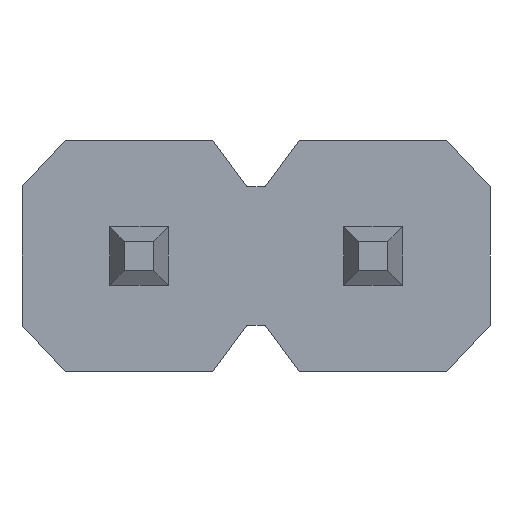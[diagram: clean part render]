
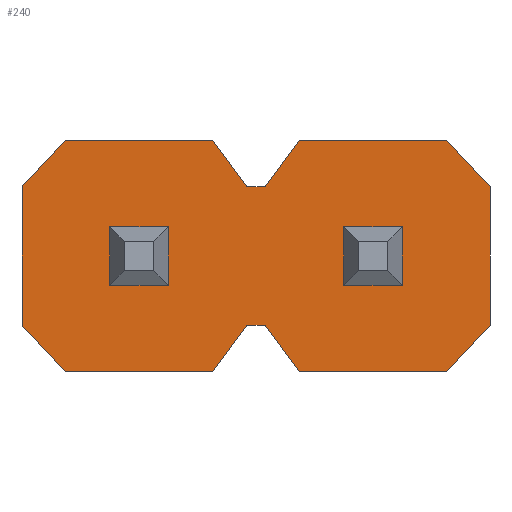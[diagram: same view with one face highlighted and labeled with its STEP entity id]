
A CAD part, front view. The second image highlights one B-rep face of the part: STEP entity #240.
In plain terms, the highlighted planar face has unit normal (0, -1, 0).
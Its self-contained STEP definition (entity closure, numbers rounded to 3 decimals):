
#240=ADVANCED_FACE('',(#484,#485,#486),#487,.T.);
#484=FACE_BOUND('',#729,.T.);
#485=FACE_BOUND('',#730,.T.);
#486=FACE_OUTER_BOUND('',#731,.T.);
#487=PLANE('',#732);
#729=EDGE_LOOP('',(#1359,#1360,#1361,#1362));
#730=EDGE_LOOP('',(#1363,#1364,#1365,#1366));
#731=EDGE_LOOP('',(#1367,#1368,#1369,#1370,#1371,#1372,#1373,#1374,#1375,#1376,#1377,#1378,#1379,#1380,#1381,#1382));
#732=AXIS2_PLACEMENT_3D('',#1383,#1384,#1385);
#1359=ORIENTED_EDGE('',*,*,#1473,.T.);
#1360=ORIENTED_EDGE('',*,*,#1460,.T.);
#1361=ORIENTED_EDGE('',*,*,#1455,.T.);
#1362=ORIENTED_EDGE('',*,*,#1464,.T.);
#1363=ORIENTED_EDGE('',*,*,#1563,.T.);
#1364=ORIENTED_EDGE('',*,*,#1550,.T.);
#1365=ORIENTED_EDGE('',*,*,#1545,.T.);
#1366=ORIENTED_EDGE('',*,*,#1554,.T.);
#1367=ORIENTED_EDGE('',*,*,#1703,.F.);
#1368=ORIENTED_EDGE('',*,*,#1689,.F.);
#1369=ORIENTED_EDGE('',*,*,#1685,.F.);
#1370=ORIENTED_EDGE('',*,*,#1680,.F.);
#1371=ORIENTED_EDGE('',*,*,#1700,.F.);
#1372=ORIENTED_EDGE('',*,*,#1661,.F.);
#1373=ORIENTED_EDGE('',*,*,#1698,.F.);
#1374=ORIENTED_EDGE('',*,*,#1695,.F.);
#1375=ORIENTED_EDGE('',*,*,#1692,.F.);
#1376=ORIENTED_EDGE('',*,*,#1665,.F.);
#1377=ORIENTED_EDGE('',*,*,#1704,.F.);
#1378=ORIENTED_EDGE('',*,*,#1705,.F.);
#1379=ORIENTED_EDGE('',*,*,#1706,.F.);
#1380=ORIENTED_EDGE('',*,*,#1707,.F.);
#1381=ORIENTED_EDGE('',*,*,#1708,.F.);
#1382=ORIENTED_EDGE('',*,*,#1709,.F.);
#1383=CARTESIAN_POINT('',(-1.309,-2.5,0.));
#1384=DIRECTION('',(0.0,-1.0,0.));
#1385=DIRECTION('',(1.0,0.0,0.0));
#1455=EDGE_CURVE('',#1725,#1726,#1727,.T.);
#1460=EDGE_CURVE('',#1734,#1725,#1735,.T.);
#1464=EDGE_CURVE('',#1726,#1740,#1741,.T.);
#1473=EDGE_CURVE('',#1740,#1734,#1755,.T.);
#1545=EDGE_CURVE('',#1855,#1856,#1857,.T.);
#1550=EDGE_CURVE('',#1864,#1855,#1865,.T.);
#1554=EDGE_CURVE('',#1856,#1870,#1871,.T.);
#1563=EDGE_CURVE('',#1870,#1864,#1885,.T.);
#1661=EDGE_CURVE('',#2026,#2028,#2029,.T.);
#1665=EDGE_CURVE('',#2032,#2034,#2035,.T.);
#1680=EDGE_CURVE('',#2056,#2057,#2058,.T.);
#1685=EDGE_CURVE('',#2057,#2065,#2066,.T.);
#1689=EDGE_CURVE('',#2065,#2070,#2071,.T.);
#1692=EDGE_CURVE('',#2034,#2074,#2075,.T.);
#1695=EDGE_CURVE('',#2074,#2078,#2079,.T.);
#1698=EDGE_CURVE('',#2078,#2026,#2082,.T.);
#1700=EDGE_CURVE('',#2028,#2056,#2084,.T.);
#1703=EDGE_CURVE('',#2070,#2087,#2088,.T.);
#1704=EDGE_CURVE('',#2089,#2032,#2090,.T.);
#1705=EDGE_CURVE('',#2091,#2089,#2092,.T.);
#1706=EDGE_CURVE('',#2093,#2091,#2094,.T.);
#1707=EDGE_CURVE('',#2095,#2093,#2096,.T.);
#1708=EDGE_CURVE('',#2097,#2095,#2098,.T.);
#1709=EDGE_CURVE('',#2087,#2097,#2099,.T.);
#1725=VERTEX_POINT('',#2115);
#1726=VERTEX_POINT('',#2116);
#1727=LINE('',#2117,#2118);
#1734=VERTEX_POINT('',#2128);
#1735=LINE('',#2129,#2130);
#1740=VERTEX_POINT('',#2137);
#1741=LINE('',#2138,#2139);
#1755=LINE('',#2159,#2160);
#1855=VERTEX_POINT('',#2301);
#1856=VERTEX_POINT('',#2302);
#1857=LINE('',#2303,#2304);
#1864=VERTEX_POINT('',#2314);
#1865=LINE('',#2315,#2316);
#1870=VERTEX_POINT('',#2323);
#1871=LINE('',#2324,#2325);
#1885=LINE('',#2345,#2346);
#2026=VERTEX_POINT('',#2548);
#2028=VERTEX_POINT('',#2551);
#2029=LINE('',#2552,#2553);
#2032=VERTEX_POINT('',#2557);
#2034=VERTEX_POINT('',#2560);
#2035=LINE('',#2561,#2562);
#2056=VERTEX_POINT('',#2593);
#2057=VERTEX_POINT('',#2594);
#2058=LINE('',#2595,#2596);
#2065=VERTEX_POINT('',#2606);
#2066=LINE('',#2607,#2608);
#2070=VERTEX_POINT('',#2614);
#2071=LINE('',#2615,#2616);
#2074=VERTEX_POINT('',#2620);
#2075=LINE('',#2621,#2622);
#2078=VERTEX_POINT('',#2626);
#2079=LINE('',#2627,#2628);
#2082=LINE('',#2632,#2633);
#2084=LINE('',#2635,#2636);
#2087=VERTEX_POINT('',#2640);
#2088=LINE('',#2641,#2642);
#2089=VERTEX_POINT('',#2643);
#2090=LINE('',#2644,#2645);
#2091=VERTEX_POINT('',#2646);
#2092=LINE('',#2647,#2648);
#2093=VERTEX_POINT('',#2649);
#2094=LINE('',#2650,#2651);
#2095=VERTEX_POINT('',#2652);
#2096=LINE('',#2653,#2654);
#2097=VERTEX_POINT('',#2655);
#2098=LINE('',#2656,#2657);
#2099=LINE('',#2658,#2659);
#2115=CARTESIAN_POINT('',(1.59,-2.5,0.32));
#2116=CARTESIAN_POINT('',(1.59,-2.5,-0.32));
#2117=CARTESIAN_POINT('',(1.59,-2.5,-0.089));
#2118=VECTOR('',#2680,1.0);
#2128=CARTESIAN_POINT('',(0.95,-2.5,0.32));
#2129=CARTESIAN_POINT('',(-0.18,-2.5,0.32));
#2130=VECTOR('',#2684,1.0);
#2137=CARTESIAN_POINT('',(0.95,-2.5,-0.32));
#2138=CARTESIAN_POINT('',(-0.18,-2.5,-0.32));
#2139=VECTOR('',#2687,1.0);
#2159=CARTESIAN_POINT('',(0.95,-2.5,-0.089));
#2160=VECTOR('',#2694,1.0);
#2301=CARTESIAN_POINT('',(-0.95,-2.5,0.32));
#2302=CARTESIAN_POINT('',(-0.95,-2.5,-0.32));
#2303=CARTESIAN_POINT('',(-0.95,-2.5,-0.089));
#2304=VECTOR('',#2760,1.0);
#2314=CARTESIAN_POINT('',(-1.59,-2.5,0.32));
#2315=CARTESIAN_POINT('',(-1.45,-2.5,0.32));
#2316=VECTOR('',#2764,1.0);
#2323=CARTESIAN_POINT('',(-1.59,-2.5,-0.32));
#2324=CARTESIAN_POINT('',(-1.45,-2.5,-0.32));
#2325=VECTOR('',#2767,1.0);
#2345=CARTESIAN_POINT('',(-1.59,-2.5,-0.089));
#2346=VECTOR('',#2774,1.0);
#2548=CARTESIAN_POINT('',(2.54,-2.5,0.75));
#2551=CARTESIAN_POINT('',(2.54,-2.5,-0.75));
#2552=CARTESIAN_POINT('',(2.54,-2.5,-0.75));
#2553=VECTOR('',#2861,1.0);
#2557=CARTESIAN_POINT('',(-0.1,-2.5,0.75));
#2560=CARTESIAN_POINT('',(0.1,-2.5,0.75));
#2561=CARTESIAN_POINT('',(0.1,-2.5,0.75));
#2562=VECTOR('',#2864,1.0);
#2593=CARTESIAN_POINT('',(2.07,-2.5,-1.25));
#2594=CARTESIAN_POINT('',(0.47,-2.5,-1.25));
#2595=CARTESIAN_POINT('',(0.47,-2.5,-1.25));
#2596=VECTOR('',#2875,1.0);
#2606=CARTESIAN_POINT('',(0.1,-2.5,-0.75));
#2607=CARTESIAN_POINT('',(0.1,-2.5,-0.75));
#2608=VECTOR('',#2879,1.0);
#2614=CARTESIAN_POINT('',(-0.1,-2.5,-0.75));
#2615=CARTESIAN_POINT('',(0.1,-2.5,-0.75));
#2616=VECTOR('',#2882,1.0);
#2620=CARTESIAN_POINT('',(0.47,-2.5,1.25));
#2621=CARTESIAN_POINT('',(0.47,-2.5,1.25));
#2622=VECTOR('',#2884,1.0);
#2626=CARTESIAN_POINT('',(2.07,-2.5,1.25));
#2627=CARTESIAN_POINT('',(2.07,-2.5,1.25));
#2628=VECTOR('',#2886,1.0);
#2632=CARTESIAN_POINT('',(2.54,-2.5,0.75));
#2633=VECTOR('',#2888,1.0);
#2635=CARTESIAN_POINT('',(2.07,-2.5,-1.25));
#2636=VECTOR('',#2889,1.0);
#2640=CARTESIAN_POINT('',(-0.47,-2.5,-1.25));
#2641=CARTESIAN_POINT('',(-0.47,-2.5,-1.25));
#2642=VECTOR('',#2891,1.0);
#2643=CARTESIAN_POINT('',(-0.47,-2.5,1.25));
#2644=CARTESIAN_POINT('',(-0.1,-2.5,0.75));
#2645=VECTOR('',#2892,1.0);
#2646=CARTESIAN_POINT('',(-2.07,-2.5,1.25));
#2647=CARTESIAN_POINT('',(-2.07,-2.5,1.25));
#2648=VECTOR('',#2893,1.0);
#2649=CARTESIAN_POINT('',(-2.54,-2.5,0.75));
#2650=CARTESIAN_POINT('',(-2.54,-2.5,0.75));
#2651=VECTOR('',#2894,1.0);
#2652=CARTESIAN_POINT('',(-2.54,-2.5,-0.75));
#2653=CARTESIAN_POINT('',(-2.54,-2.5,-0.75));
#2654=VECTOR('',#2895,1.0);
#2655=CARTESIAN_POINT('',(-2.07,-2.5,-1.25));
#2656=CARTESIAN_POINT('',(-2.54,-2.5,-0.75));
#2657=VECTOR('',#2896,1.0);
#2658=CARTESIAN_POINT('',(-0.47,-2.5,-1.25));
#2659=VECTOR('',#2897,1.0);
#2680=DIRECTION('',(0.,0.,-1.0));
#2684=DIRECTION('',(1.0,0.,0.));
#2687=DIRECTION('',(-1.0,0.,0.));
#2694=DIRECTION('',(0.,0.,1.0));
#2760=DIRECTION('',(0.,0.,-1.0));
#2764=DIRECTION('',(1.0,0.,0.));
#2767=DIRECTION('',(-1.0,0.,0.));
#2774=DIRECTION('',(0.,0.,1.0));
#2861=DIRECTION('',(-0.0,0.,-1.0));
#2864=DIRECTION('',(1.0,0.0,0.0));
#2875=DIRECTION('',(-1.0,0.0,-0.0));
#2879=DIRECTION('',(-0.595,0.,0.804));
#2882=DIRECTION('',(-1.0,0.,0.));
#2884=DIRECTION('',(0.595,0.,0.804));
#2886=DIRECTION('',(1.0,0.0,0.0));
#2888=DIRECTION('',(0.685,0.,-0.729));
#2889=DIRECTION('',(-0.685,0.,-0.729));
#2891=DIRECTION('',(-0.595,0.,-0.804));
#2892=DIRECTION('',(0.595,0.,-0.804));
#2893=DIRECTION('',(1.0,0.0,0.0));
#2894=DIRECTION('',(0.685,0.,0.729));
#2895=DIRECTION('',(0.0,0.,1.0));
#2896=DIRECTION('',(-0.685,0.,0.729));
#2897=DIRECTION('',(-1.0,0.0,0.0));
